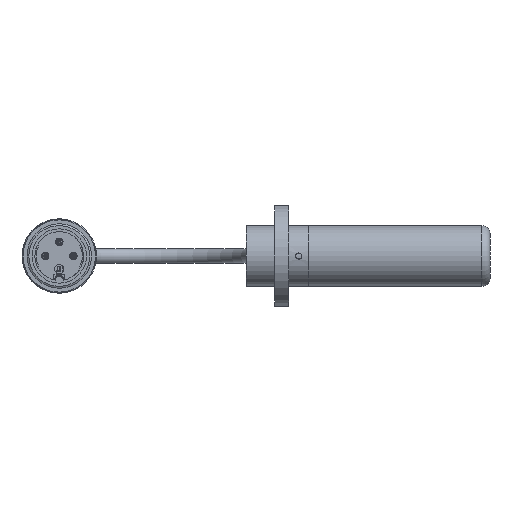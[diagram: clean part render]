
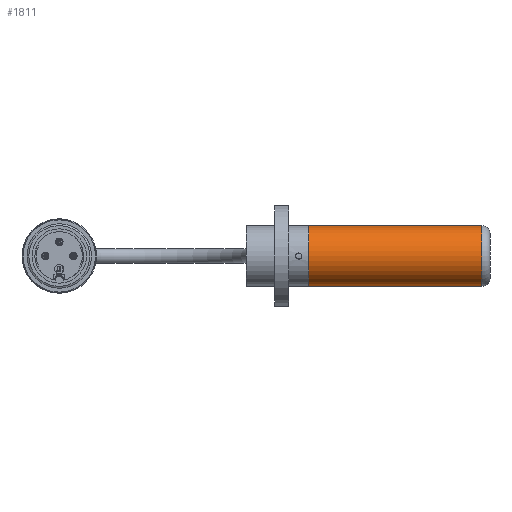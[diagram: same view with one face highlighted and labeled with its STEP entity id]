
A CAD part, front view. The second image highlights one B-rep face of the part: STEP entity #1811.
In plain terms, the highlighted cylindrical face has radius 7.5 mm (diameter 15 mm), a full revolution.
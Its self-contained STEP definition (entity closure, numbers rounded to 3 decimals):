
#304=CYLINDRICAL_SURFACE('',#1962,7.5);
#342=FACE_BOUND('',#539,.T.);
#411=FACE_OUTER_BOUND('',#538,.T.);
#538=EDGE_LOOP('',(#1234));
#539=EDGE_LOOP('',(#1235));
#731=CIRCLE('',#1960,7.5);
#733=CIRCLE('',#1963,7.5);
#843=VERTEX_POINT('',#2751);
#845=VERTEX_POINT('',#2756);
#1010=EDGE_CURVE('',#843,#843,#731,.T.);
#1012=EDGE_CURVE('',#845,#845,#733,.T.);
#1234=ORIENTED_EDGE('',*,*,#1012,.T.);
#1235=ORIENTED_EDGE('',*,*,#1010,.F.);
#1811=ADVANCED_FACE('',(#411,#342),#304,.T.);
#1960=AXIS2_PLACEMENT_3D('',#2752,#2195,#2196);
#1962=AXIS2_PLACEMENT_3D('',#2755,#2199,#2200);
#1963=AXIS2_PLACEMENT_3D('',#2757,#2201,#2202);
#2195=DIRECTION('center_axis',(1.,0.,0.));
#2196=DIRECTION('ref_axis',(0.,-1.,0.));
#2199=DIRECTION('center_axis',(1.,0.,0.));
#2200=DIRECTION('ref_axis',(0.,1.,0.));
#2201=DIRECTION('center_axis',(1.,0.,0.));
#2202=DIRECTION('ref_axis',(0.,0.,-1.));
#2751=CARTESIAN_POINT('',(52.,7.5,0.));
#2752=CARTESIAN_POINT('Origin',(52.,0.,0.));
#2755=CARTESIAN_POINT('Origin',(31.5,0.,0.));
#2756=CARTESIAN_POINT('',(9.,7.5,0.));
#2757=CARTESIAN_POINT('Origin',(9.,0.,0.));
